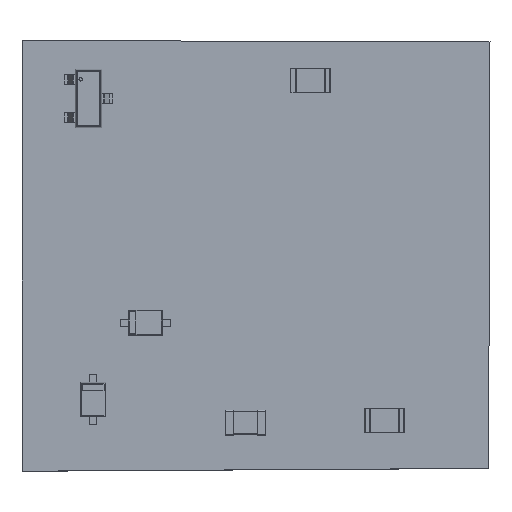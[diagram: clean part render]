
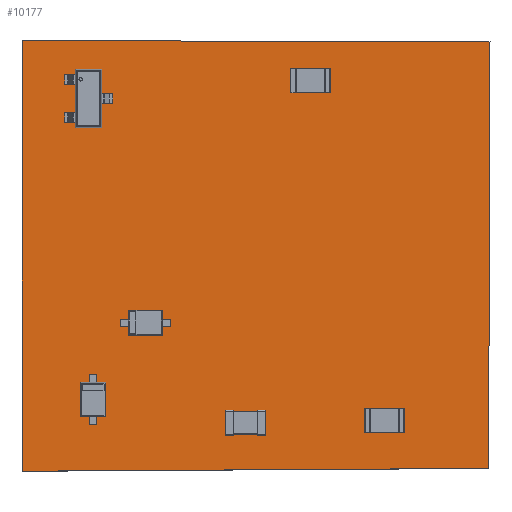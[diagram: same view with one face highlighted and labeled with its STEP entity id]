
A CAD part, top view. The second image highlights one B-rep face of the part: STEP entity #10177.
In plain terms, the highlighted planar face has unit normal (0, 0, 1).
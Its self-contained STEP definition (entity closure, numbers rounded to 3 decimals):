
#9863 = VERTEX_POINT('',#9864);
#9864 = CARTESIAN_POINT('',(117.87,16.16,1.6));
#9871 = PLANE('',#9872);
#9872 = AXIS2_PLACEMENT_3D('',#9873,#9874,#9875);
#9873 = CARTESIAN_POINT('',(117.87,16.16,0.));
#9874 = DIRECTION('',(-1.,0.003,0.));
#9875 = DIRECTION('',(0.003,1.,0.));
#9883 = PLANE('',#9884);
#9884 = AXIS2_PLACEMENT_3D('',#9885,#9886,#9887);
#9885 = CARTESIAN_POINT('',(94.61,16.02,0.));
#9886 = DIRECTION('',(-0.006,1.,0.));
#9887 = DIRECTION('',(1.,0.006,0.));
#9895 = EDGE_CURVE('',#9863,#9896,#9898,.T.);
#9896 = VERTEX_POINT('',#9897);
#9897 = CARTESIAN_POINT('',(117.94,37.44,1.6));
#9898 = SURFACE_CURVE('',#9899,(#9903,#9910),.PCURVE_S1.);
#9899 = LINE('',#9900,#9901);
#9900 = CARTESIAN_POINT('',(117.87,16.16,1.6));
#9901 = VECTOR('',#9902,1.);
#9902 = DIRECTION('',(0.003,1.,0.));
#9903 = PCURVE('',#9871,#9904);
#9904 = DEFINITIONAL_REPRESENTATION('',(#9905),#9909);
#9905 = LINE('',#9906,#9907);
#9906 = CARTESIAN_POINT('',(0.,-1.6));
#9907 = VECTOR('',#9908,1.);
#9908 = DIRECTION('',(1.,0.));
#9909 = ( GEOMETRIC_REPRESENTATION_CONTEXT(2) 
PARAMETRIC_REPRESENTATION_CONTEXT() REPRESENTATION_CONTEXT('2D SPACE',''
  ) );
#9910 = PCURVE('',#9911,#9916);
#9911 = PLANE('',#9912);
#9912 = AXIS2_PLACEMENT_3D('',#9913,#9914,#9915);
#9913 = CARTESIAN_POINT('',(106.244,26.778,1.6));
#9914 = DIRECTION('',(0.,0.,1.));
#9915 = DIRECTION('',(1.,0.,0.));
#9916 = DEFINITIONAL_REPRESENTATION('',(#9917),#9921);
#9917 = LINE('',#9918,#9919);
#9918 = CARTESIAN_POINT('',(11.626,-10.618));
#9919 = VECTOR('',#9920,1.);
#9920 = DIRECTION('',(0.003,1.));
#9921 = ( GEOMETRIC_REPRESENTATION_CONTEXT(2) 
PARAMETRIC_REPRESENTATION_CONTEXT() REPRESENTATION_CONTEXT('2D SPACE',''
  ) );
#9939 = PLANE('',#9940);
#9940 = AXIS2_PLACEMENT_3D('',#9941,#9942,#9943);
#9941 = CARTESIAN_POINT('',(117.94,37.44,0.));
#9942 = DIRECTION('',(-0.002,-1.,0.));
#9943 = DIRECTION('',(-1.,0.002,0.));
#9981 = EDGE_CURVE('',#9896,#9982,#9984,.T.);
#9982 = VERTEX_POINT('',#9983);
#9983 = CARTESIAN_POINT('',(94.65,37.48,1.6));
#9984 = SURFACE_CURVE('',#9985,(#9989,#9996),.PCURVE_S1.);
#9985 = LINE('',#9986,#9987);
#9986 = CARTESIAN_POINT('',(117.94,37.44,1.6));
#9987 = VECTOR('',#9988,1.);
#9988 = DIRECTION('',(-1.,0.002,0.));
#9989 = PCURVE('',#9939,#9990);
#9990 = DEFINITIONAL_REPRESENTATION('',(#9991),#9995);
#9991 = LINE('',#9992,#9993);
#9992 = CARTESIAN_POINT('',(0.,-1.6));
#9993 = VECTOR('',#9994,1.);
#9994 = DIRECTION('',(1.,0.));
#9995 = ( GEOMETRIC_REPRESENTATION_CONTEXT(2) 
PARAMETRIC_REPRESENTATION_CONTEXT() REPRESENTATION_CONTEXT('2D SPACE',''
  ) );
#9996 = PCURVE('',#9911,#9997);
#9997 = DEFINITIONAL_REPRESENTATION('',(#9998),#10002);
#9998 = LINE('',#9999,#10000);
#9999 = CARTESIAN_POINT('',(11.696,10.662));
#10000 = VECTOR('',#10001,1.);
#10001 = DIRECTION('',(-1.,0.002));
#10002 = ( GEOMETRIC_REPRESENTATION_CONTEXT(2) 
PARAMETRIC_REPRESENTATION_CONTEXT() REPRESENTATION_CONTEXT('2D SPACE',''
  ) );
#10020 = PLANE('',#10021);
#10021 = AXIS2_PLACEMENT_3D('',#10022,#10023,#10024);
#10022 = CARTESIAN_POINT('',(94.65,37.48,0.));
#10023 = DIRECTION('',(1.,-0.002,0.));
#10024 = DIRECTION('',(-0.002,-1.,0.));
#10057 = EDGE_CURVE('',#9982,#10058,#10060,.T.);
#10058 = VERTEX_POINT('',#10059);
#10059 = CARTESIAN_POINT('',(94.61,16.02,1.6));
#10060 = SURFACE_CURVE('',#10061,(#10065,#10072),.PCURVE_S1.);
#10061 = LINE('',#10062,#10063);
#10062 = CARTESIAN_POINT('',(94.65,37.48,1.6));
#10063 = VECTOR('',#10064,1.);
#10064 = DIRECTION('',(-0.002,-1.,0.));
#10065 = PCURVE('',#10020,#10066);
#10066 = DEFINITIONAL_REPRESENTATION('',(#10067),#10071);
#10067 = LINE('',#10068,#10069);
#10068 = CARTESIAN_POINT('',(0.,-1.6));
#10069 = VECTOR('',#10070,1.);
#10070 = DIRECTION('',(1.,0.));
#10071 = ( GEOMETRIC_REPRESENTATION_CONTEXT(2) 
PARAMETRIC_REPRESENTATION_CONTEXT() REPRESENTATION_CONTEXT('2D SPACE',''
  ) );
#10072 = PCURVE('',#9911,#10073);
#10073 = DEFINITIONAL_REPRESENTATION('',(#10074),#10078);
#10074 = LINE('',#10075,#10076);
#10075 = CARTESIAN_POINT('',(-11.594,10.702));
#10076 = VECTOR('',#10077,1.);
#10077 = DIRECTION('',(-0.002,-1.));
#10078 = ( GEOMETRIC_REPRESENTATION_CONTEXT(2) 
PARAMETRIC_REPRESENTATION_CONTEXT() REPRESENTATION_CONTEXT('2D SPACE',''
  ) );
#10128 = EDGE_CURVE('',#10058,#9863,#10129,.T.);
#10129 = SURFACE_CURVE('',#10130,(#10134,#10141),.PCURVE_S1.);
#10130 = LINE('',#10131,#10132);
#10131 = CARTESIAN_POINT('',(94.61,16.02,1.6));
#10132 = VECTOR('',#10133,1.);
#10133 = DIRECTION('',(1.,0.006,0.));
#10134 = PCURVE('',#9883,#10135);
#10135 = DEFINITIONAL_REPRESENTATION('',(#10136),#10140);
#10136 = LINE('',#10137,#10138);
#10137 = CARTESIAN_POINT('',(0.,-1.6));
#10138 = VECTOR('',#10139,1.);
#10139 = DIRECTION('',(1.,0.));
#10140 = ( GEOMETRIC_REPRESENTATION_CONTEXT(2) 
PARAMETRIC_REPRESENTATION_CONTEXT() REPRESENTATION_CONTEXT('2D SPACE',''
  ) );
#10141 = PCURVE('',#9911,#10142);
#10142 = DEFINITIONAL_REPRESENTATION('',(#10143),#10147);
#10143 = LINE('',#10144,#10145);
#10144 = CARTESIAN_POINT('',(-11.634,-10.758));
#10145 = VECTOR('',#10146,1.);
#10146 = DIRECTION('',(1.,0.006));
#10147 = ( GEOMETRIC_REPRESENTATION_CONTEXT(2) 
PARAMETRIC_REPRESENTATION_CONTEXT() REPRESENTATION_CONTEXT('2D SPACE',''
  ) );
#10177 = ADVANCED_FACE('',(#10178),#9911,.T.);
#10178 = FACE_BOUND('',#10179,.T.);
#10179 = EDGE_LOOP('',(#10180,#10181,#10182,#10183));
#10180 = ORIENTED_EDGE('',*,*,#9895,.T.);
#10181 = ORIENTED_EDGE('',*,*,#9981,.T.);
#10182 = ORIENTED_EDGE('',*,*,#10057,.T.);
#10183 = ORIENTED_EDGE('',*,*,#10128,.T.);
